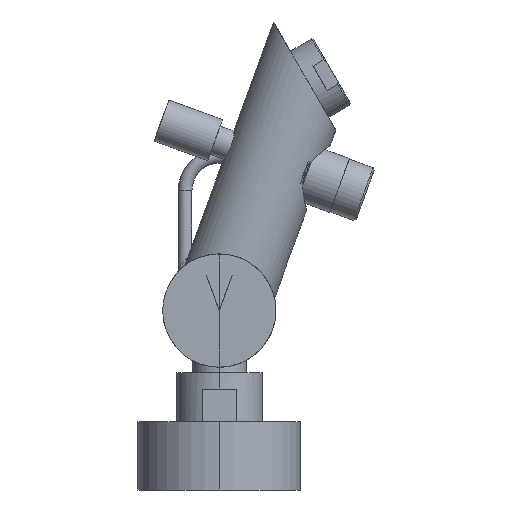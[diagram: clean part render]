
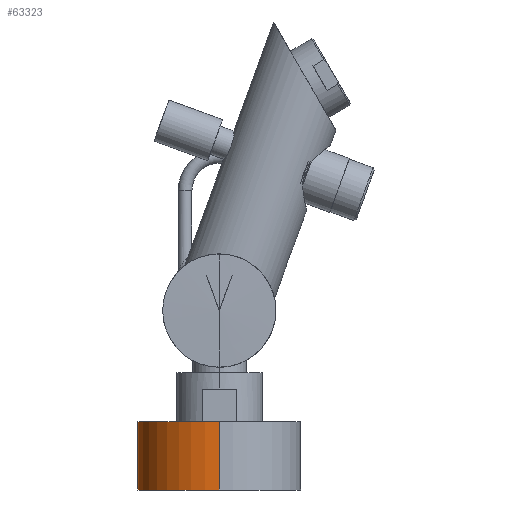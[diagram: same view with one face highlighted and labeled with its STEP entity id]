
A CAD part, left-side view. The second image highlights one B-rep face of the part: STEP entity #63323.
In plain terms, the highlighted cylindrical face has radius 29.85 mm (diameter 59.7 mm), a partial arc.
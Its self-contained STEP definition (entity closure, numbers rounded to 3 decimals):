
#18660=CARTESIAN_POINT('',(-75.,0.,-65.75));
#18661=DIRECTION('',(0.,0.,-1.));
#18662=DIRECTION('',(-1.,0.,0.));
#18663=AXIS2_PLACEMENT_3D('',#18660,#18661,#18662);
#18665=DIRECTION('',(0.,0.,1.));
#18666=VECTOR('',#18665,25.);
#18667=CARTESIAN_POINT('',(-104.85,0.,-65.75));
#18668=LINE('',#18667,#18666);
#18669=DIRECTION('',(0.,0.,1.));
#18670=VECTOR('',#18669,25.);
#18671=CARTESIAN_POINT('',(-45.15,0.,-65.75));
#18672=LINE('',#18671,#18670);
#18683=CARTESIAN_POINT('',(-75.,0.,-40.75));
#18684=DIRECTION('',(0.,0.,-1.));
#18685=DIRECTION('',(-1.,0.,0.));
#18686=AXIS2_PLACEMENT_3D('',#18683,#18684,#18685);
#40751=CARTESIAN_POINT('',(-104.85,0.,-65.75));
#40752=CARTESIAN_POINT('',(-104.85,0.,-40.75));
#40753=VERTEX_POINT('',#40751);
#40754=VERTEX_POINT('',#40752);
#40759=CARTESIAN_POINT('',(-45.15,0.,-65.75));
#40760=CARTESIAN_POINT('',(-45.15,0.,-40.75));
#40761=VERTEX_POINT('',#40759);
#40762=VERTEX_POINT('',#40760);
#63309=CARTESIAN_POINT('',(-75.,0.,-39.5));
#63310=DIRECTION('',(0.,0.,-1.));
#63311=DIRECTION('',(1.,0.,0.));
#63312=AXIS2_PLACEMENT_3D('',#63309,#63310,#63311);
#63313=CYLINDRICAL_SURFACE('',#63312,29.85);
#63315=ORIENTED_EDGE('',*,*,#63314,.F.);
#63316=ORIENTED_EDGE('',*,*,#63291,.T.);
#63318=ORIENTED_EDGE('',*,*,#63317,.T.);
#63320=ORIENTED_EDGE('',*,*,#63319,.F.);
#63321=EDGE_LOOP('',(#63315,#63316,#63318,#63320));
#63322=FACE_OUTER_BOUND('',#63321,.F.);
#63323=ADVANCED_FACE('',(#63322),#63313,.T.);
#18664=CIRCLE('',#18663,29.85);
#18687=CIRCLE('',#18686,29.85);
#63291=EDGE_CURVE('',#40753,#40761,#18664,.T.);
#63314=EDGE_CURVE('',#40753,#40754,#18668,.T.);
#63317=EDGE_CURVE('',#40761,#40762,#18672,.T.);
#63319=EDGE_CURVE('',#40754,#40762,#18687,.T.);
